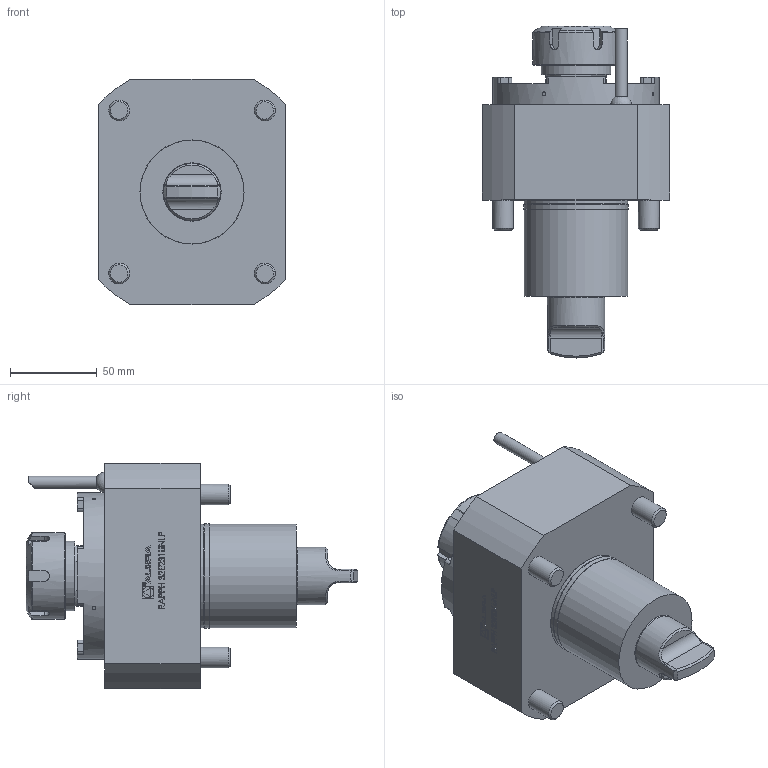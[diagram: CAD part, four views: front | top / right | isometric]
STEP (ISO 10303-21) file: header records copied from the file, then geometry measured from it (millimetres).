
FILE_DESCRIPTION (( 'STEP AP214' ), '1' );
FILE_NAME ('RAPPH32E231UNLP.STEP', '2025-08-07T05:49:21', ( '' ), ( '' ), 'SwSTEP 2.0', 'SolidWorks 2023', '' );
FILE_SCHEMA (( 'AUTOMOTIVE_DESIGN' ));
Length unit declared in the file: millimetre
Products named in the file (1): RAPPH32E231UNLP
Bounding box: 108 x 191.41 x 130 mm (x, y, z)
Volume: 1077006.2 mm3; surface area: 79827.4 mm2
Topology: 1 solids, 1 shells, 516 faces, 1372 edges, 909 vertices
Faces by surface type: plane 309, cylinder 89, bspline 81, cone 24, torus 12, sphere 1
Full cylindrical faces by diameter (mm): 1.7 x1, 2.1 x1, 4 x1, 6.366 x1, 7 x1, 12 x4, 33 x1, 40 x1, 50 x1, 59.8 x2, 60 x1, 96 x1
Entity records: 24783 total; most frequent: CARTESIAN_POINT 9200, ORIENTED_EDGE 2650, DIRECTION 2151, EDGE_CURVE 1325, VERTEX_POINT 891, LINE 855, VECTOR 855, AXIS2_PLACEMENT_3D 648
